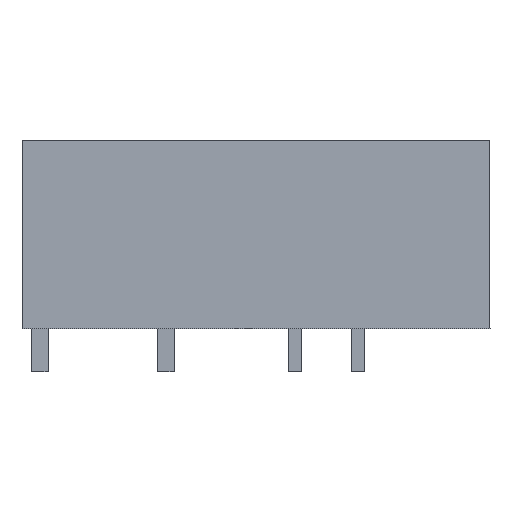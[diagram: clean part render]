
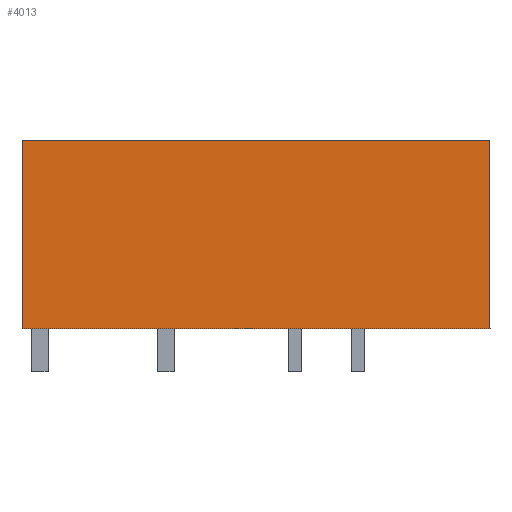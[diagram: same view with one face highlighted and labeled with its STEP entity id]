
A CAD part, left-side view. The second image highlights one B-rep face of the part: STEP entity #4013.
In plain terms, the highlighted planar face has unit normal (-1, 0, 0).
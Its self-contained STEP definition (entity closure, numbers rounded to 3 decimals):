
#4000=AXIS2_PLACEMENT_3D('Plane Axis2P3D',#3997,#3998,#3999) ;
#1238=CARTESIAN_POINT('Vertex',(0.,28.3,2.6)) ;
#1241=CARTESIAN_POINT('Line Origine',(0.,28.3,8.3)) ;
#1245=CARTESIAN_POINT('Vertex',(0.,28.3,14.)) ;
#1273=CARTESIAN_POINT('Line Origine',(0.,14.15,14.)) ;
#1277=CARTESIAN_POINT('Vertex',(0.,0.,14.)) ;
#3186=CARTESIAN_POINT('Line Origine',(0.,0.,8.3)) ;
#3190=CARTESIAN_POINT('Vertex',(0.,0.,2.6)) ;
#3997=CARTESIAN_POINT('Axis2P3D Location',(0.,28.3,-0.9)) ;
#4002=CARTESIAN_POINT('Line Origine',(0.,14.15,2.6)) ;
#1242=DIRECTION('Vector Direction',(0.,0.,1.)) ;
#1274=DIRECTION('Vector Direction',(0.,1.,0.)) ;
#3187=DIRECTION('Vector Direction',(0.,0.,-1.)) ;
#3998=DIRECTION('Axis2P3D Direction',(-1.,0.,0.)) ;
#3999=DIRECTION('Axis2P3D XDirection',(0.,-1.,0.)) ;
#4003=DIRECTION('Vector Direction',(0.,1.,0.)) ;
#1243=VECTOR('Line Direction',#1242,1.) ;
#1275=VECTOR('Line Direction',#1274,1.) ;
#3188=VECTOR('Line Direction',#3187,1.) ;
#4004=VECTOR('Line Direction',#4003,1.) ;
#4008=ORIENTED_EDGE('',*,*,#4006,.F.) ;
#4009=ORIENTED_EDGE('',*,*,#3192,.F.) ;
#4010=ORIENTED_EDGE('',*,*,#1279,.T.) ;
#4011=ORIENTED_EDGE('',*,*,#1247,.T.) ;
#4013=ADVANCED_FACE('housing',(#4012),#4001,.T.) ;
#1247=EDGE_CURVE('',#1246,#1239,#1244,.F.) ;
#1279=EDGE_CURVE('',#1278,#1246,#1276,.T.) ;
#3192=EDGE_CURVE('',#1278,#3191,#3189,.T.) ;
#4006=EDGE_CURVE('',#3191,#1239,#4005,.T.) ;
#4007=EDGE_LOOP('',(#4008,#4009,#4010,#4011)) ;
#4012=FACE_OUTER_BOUND('',#4007,.T.) ;
#1244=LINE('Line',#1241,#1243) ;
#1276=LINE('Line',#1273,#1275) ;
#3189=LINE('Line',#3186,#3188) ;
#4005=LINE('Line',#4002,#4004) ;
#4001=PLANE('',#4000) ;
#1239=VERTEX_POINT('',#1238) ;
#1246=VERTEX_POINT('',#1245) ;
#1278=VERTEX_POINT('',#1277) ;
#3191=VERTEX_POINT('',#3190) ;
